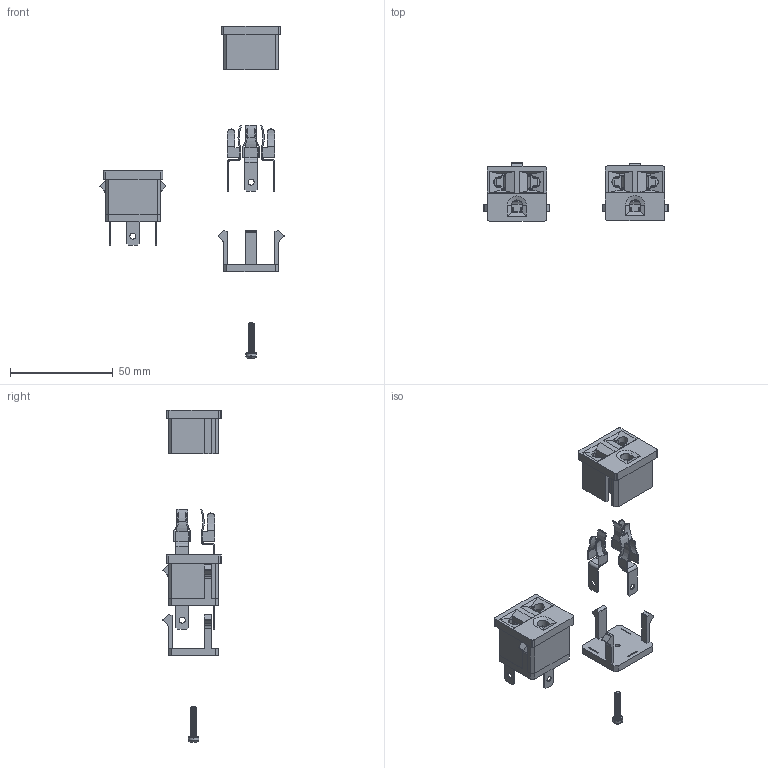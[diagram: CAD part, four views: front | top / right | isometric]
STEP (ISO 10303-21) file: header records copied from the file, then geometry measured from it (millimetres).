
FILE_DESCRIPTION(('STEP AP214'),'1');
FILE_NAME('socket-suplay.stp','2023-09-02T11:51:32',(' '),(' '),'Spatial InterOp 3D',' ',' ');
FILE_SCHEMA(('AUTOMOTIVE_DESIGN { 1 0 10303 214 1 1 1 1 }'));
Length unit declared in the file: metre
Products named in the file (7): socket-suplay; Explod; Explod Geometry; bak; Screw; pin
Assembly tree (13 placements, depth 3):
  socket-suplay
    socket-suplay
    Explod
      Explod Geometry
      bak
      Screw
      pin  x3
    bak
    Screw
    pin  x3
Bounding box: 89.41 x 28.24 x 161.18 mm (x, y, z)
Volume: 22074.6 mm3; surface area: 23507.7 mm2
Topology: 12 solids, 12 shells, 1238 faces, 3126 edges, 1926 vertices
Faces by surface type: plane 436, cylinder 432, revolution 348, torus 16, cone 6
Entity records: 21640 total; most frequent: CARTESIAN_POINT 6992, ORIENTED_EDGE 3024, DIRECTION 2859, EDGE_CURVE 1512, VERTEX_POINT 930, AXIS2_PLACEMENT_3D 929, LINE 827, VECTOR 827
